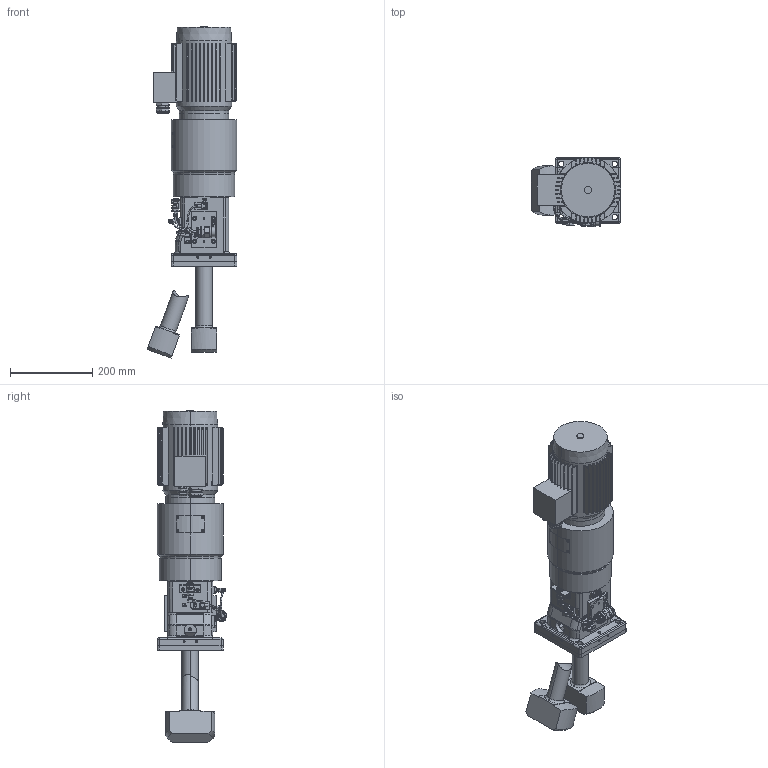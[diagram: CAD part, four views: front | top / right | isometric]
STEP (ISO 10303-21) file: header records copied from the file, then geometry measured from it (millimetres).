
FILE_DESCRIPTION(('STEP AP214'),'1');
FILE_NAME('38451305_ESS240_150.stp','2019-09-05T09:18:49',(' '),(' '),'Spatial InterOp 3D',' ',' ');
FILE_SCHEMA(('automotive_design'));
Length unit declared in the file: millimetre
Products named in the file (76): _Nut M8 x 1; _washers M8 x 1.; _BALLUFF BES M08EE-PSC15B-S49G-003_1; 3; 2; 1; 4; 5; 6; 7; 8; 9; 10; 11; 12; 13; 14; 15; 16; 17; 18; 19; 20; 21; 22; 23; 24; 25; 26; 27; 28; 29; 30; 31; 32; 33; 34; 35; 36; 37 ...
Bounding box: 218.41 x 168.75 x 808.13 mm (x, y, z)
Volume: 10228355.4 mm3; surface area: 939677.8 mm2
Topology: 76 solids, 76 shells, 2862 faces, 7059 edges, 4453 vertices
Faces by surface type: cylinder 1246, plane 937, cone 340, torus 247, sphere 70, bspline 14, revolution 8
Entity records: 130324 total; most frequent: CARTESIAN_POINT 32743, DIRECTION 15456, ORIENTED_EDGE 13854, EDGE_CURVE 6927, AXIS2_PLACEMENT_3D 6235, VERTEX_POINT 4453, STYLED_ITEM 3722, PRESENTATION_STYLE_ASSIGNMENT 3722
